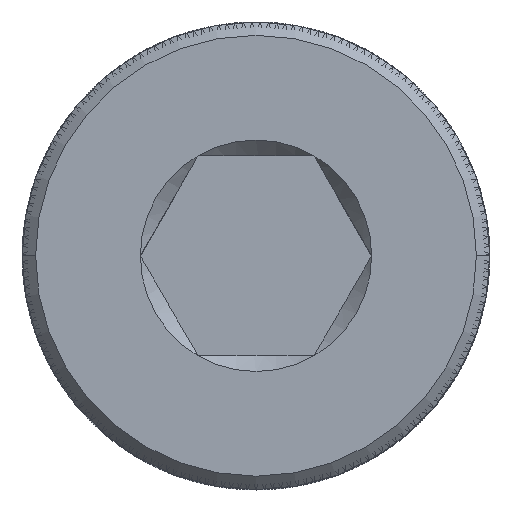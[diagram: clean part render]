
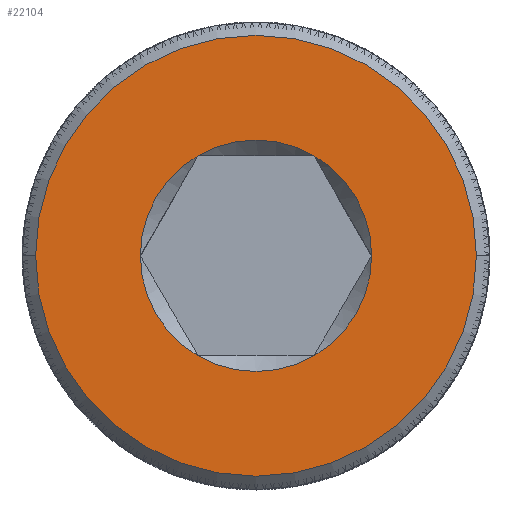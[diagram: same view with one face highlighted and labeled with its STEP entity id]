
A CAD part, top view. The second image highlights one B-rep face of the part: STEP entity #22104.
In plain terms, the highlighted planar face has unit normal (0, 0, 1).
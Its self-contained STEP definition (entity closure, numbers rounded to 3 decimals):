
#608 = CIRCLE ( 'NONE', #6747, 1.732 ) ;
#1381 = CARTESIAN_POINT ( 'NONE',  ( 0., 0., 22. ) ) ;
#1441 = AXIS2_PLACEMENT_3D ( 'NONE', #1381, #3641, #25202 ) ;
#1893 = CIRCLE ( 'NONE', #16888, 1.732 ) ;
#2085 = VERTEX_POINT ( 'NONE', #24314 ) ;
#2111 = VERTEX_POINT ( 'NONE', #12820 ) ;
#3062 = DIRECTION ( 'NONE',  ( -1., 0., 0. ) ) ;
#3279 = EDGE_CURVE ( 'NONE', #4439, #9831, #13055, .T. ) ;
#3641 = DIRECTION ( 'NONE',  ( 0., 0., -1. ) ) ;
#4139 = EDGE_CURVE ( 'NONE', #11063, #4439, #1893, .T. ) ;
#4312 = CARTESIAN_POINT ( 'NONE',  ( 0., 0., 22. ) ) ;
#4439 = VERTEX_POINT ( 'NONE', #6987 ) ;
#4812 = EDGE_LOOP ( 'NONE', ( #15160, #6224, #5587, #14675, #5479, #17893 ) ) ;
#4930 = AXIS2_PLACEMENT_3D ( 'NONE', #9770, #15516, #25449 ) ;
#5479 = ORIENTED_EDGE ( 'NONE', *, *, #8172, .F. ) ;
#5587 = ORIENTED_EDGE ( 'NONE', *, *, #24717, .F. ) ;
#6003 = EDGE_CURVE ( 'NONE', #17250, #7113, #11864, .T. ) ;
#6224 = ORIENTED_EDGE ( 'NONE', *, *, #4139, .F. ) ;
#6747 = AXIS2_PLACEMENT_3D ( 'NONE', #10030, #14047, #16200 ) ;
#6954 = FACE_OUTER_BOUND ( 'NONE', #23205, .T. ) ;
#6987 = CARTESIAN_POINT ( 'NONE',  ( 1.732, 0., 22. ) ) ;
#7113 = VERTEX_POINT ( 'NONE', #21623 ) ;
#7218 = DIRECTION ( 'NONE',  ( 1., 0., 0. ) ) ;
#7715 = CIRCLE ( 'NONE', #10609, 1.732 ) ;
#8172 = EDGE_CURVE ( 'NONE', #2085, #2111, #7715, .T. ) ;
#9770 = CARTESIAN_POINT ( 'NONE',  ( 0., 0., 22. ) ) ;
#9831 = VERTEX_POINT ( 'NONE', #13442 ) ;
#9871 = CIRCLE ( 'NONE', #1441, 3.3 ) ;
#10030 = CARTESIAN_POINT ( 'NONE',  ( 0., 0., 22. ) ) ;
#10275 = DIRECTION ( 'NONE',  ( 0., 0., 1. ) ) ;
#10362 = PLANE ( 'NONE',  #15203 ) ;
#10609 = AXIS2_PLACEMENT_3D ( 'NONE', #18894, #24890, #14970 ) ;
#10997 = DIRECTION ( 'NONE',  ( 0., 0., -1. ) ) ;
#11063 = VERTEX_POINT ( 'NONE', #17776 ) ;
#11613 = CARTESIAN_POINT ( 'NONE',  ( 0., 0., 22. ) ) ;
#11864 = CIRCLE ( 'NONE', #15100, 3.3 ) ;
#11904 = FACE_BOUND ( 'NONE', #4812, .T. ) ;
#12813 = ORIENTED_EDGE ( 'NONE', *, *, #6003, .F. ) ;
#12820 = CARTESIAN_POINT ( 'NONE',  ( -1.732, 0., 22. ) ) ;
#13055 = CIRCLE ( 'NONE', #24366, 1.732 ) ;
#13442 = CARTESIAN_POINT ( 'NONE',  ( 0.866, 1.5, 22. ) ) ;
#13660 = EDGE_CURVE ( 'NONE', #7113, #17250, #9871, .T. ) ;
#14047 = DIRECTION ( 'NONE',  ( 0., 0., 1. ) ) ;
#14212 = CARTESIAN_POINT ( 'NONE',  ( -3.3, 0., 22. ) ) ;
#14308 = DIRECTION ( 'NONE',  ( 1., 0., 0. ) ) ;
#14675 = ORIENTED_EDGE ( 'NONE', *, *, #24834, .F. ) ;
#14970 = DIRECTION ( 'NONE',  ( 1., 0., 0. ) ) ;
#15100 = AXIS2_PLACEMENT_3D ( 'NONE', #11613, #10997, #3062 ) ;
#15160 = ORIENTED_EDGE ( 'NONE', *, *, #3279, .F. ) ;
#15203 = AXIS2_PLACEMENT_3D ( 'NONE', #4312, #20469, #14308 ) ;
#15516 = DIRECTION ( 'NONE',  ( 0., 0., 1. ) ) ;
#15676 = DIRECTION ( 'NONE',  ( 0., 0., 1. ) ) ;
#16200 = DIRECTION ( 'NONE',  ( 1., 0., 0. ) ) ;
#16888 = AXIS2_PLACEMENT_3D ( 'NONE', #24398, #10275, #24228 ) ;
#17250 = VERTEX_POINT ( 'NONE', #14212 ) ;
#17380 = CARTESIAN_POINT ( 'NONE',  ( 0., 0., 22. ) ) ;
#17776 = CARTESIAN_POINT ( 'NONE',  ( 0.866, -1.5, 22. ) ) ;
#17893 = ORIENTED_EDGE ( 'NONE', *, *, #25305, .F. ) ;
#18850 = CARTESIAN_POINT ( 'NONE',  ( -0.866, -1.5, 22. ) ) ;
#18894 = CARTESIAN_POINT ( 'NONE',  ( 0., 0., 22. ) ) ;
#19133 = DIRECTION ( 'NONE',  ( 0., 0., 1. ) ) ;
#20469 = DIRECTION ( 'NONE',  ( 0., 0., 1. ) ) ;
#21331 = CARTESIAN_POINT ( 'NONE',  ( 0., 0., 22. ) ) ;
#21623 = CARTESIAN_POINT ( 'NONE',  ( 3.3, 0., 22. ) ) ;
#21682 = DIRECTION ( 'NONE',  ( 1., 0., 0. ) ) ;
#22104 = ADVANCED_FACE ( 'NONE', ( #11904, #6954 ), #10362, .T. ) ;
#22693 = CIRCLE ( 'NONE', #4930, 1.732 ) ;
#23205 = EDGE_LOOP ( 'NONE', ( #12813, #25033 ) ) ;
#23240 = VERTEX_POINT ( 'NONE', #18850 ) ;
#24228 = DIRECTION ( 'NONE',  ( 1., 0., 0. ) ) ;
#24314 = CARTESIAN_POINT ( 'NONE',  ( -0.866, 1.5, 22. ) ) ;
#24366 = AXIS2_PLACEMENT_3D ( 'NONE', #17380, #19133, #7218 ) ;
#24398 = CARTESIAN_POINT ( 'NONE',  ( 0., 0., 22. ) ) ;
#24540 = CIRCLE ( 'NONE', #24782, 1.732 ) ;
#24717 = EDGE_CURVE ( 'NONE', #23240, #11063, #22693, .T. ) ;
#24782 = AXIS2_PLACEMENT_3D ( 'NONE', #21331, #15676, #21682 ) ;
#24834 = EDGE_CURVE ( 'NONE', #2111, #23240, #608, .T. ) ;
#24890 = DIRECTION ( 'NONE',  ( 0., 0., 1. ) ) ;
#25033 = ORIENTED_EDGE ( 'NONE', *, *, #13660, .F. ) ;
#25202 = DIRECTION ( 'NONE',  ( -1., 0., 0. ) ) ;
#25305 = EDGE_CURVE ( 'NONE', #9831, #2085, #24540, .T. ) ;
#25449 = DIRECTION ( 'NONE',  ( 1., 0., 0. ) ) ;
